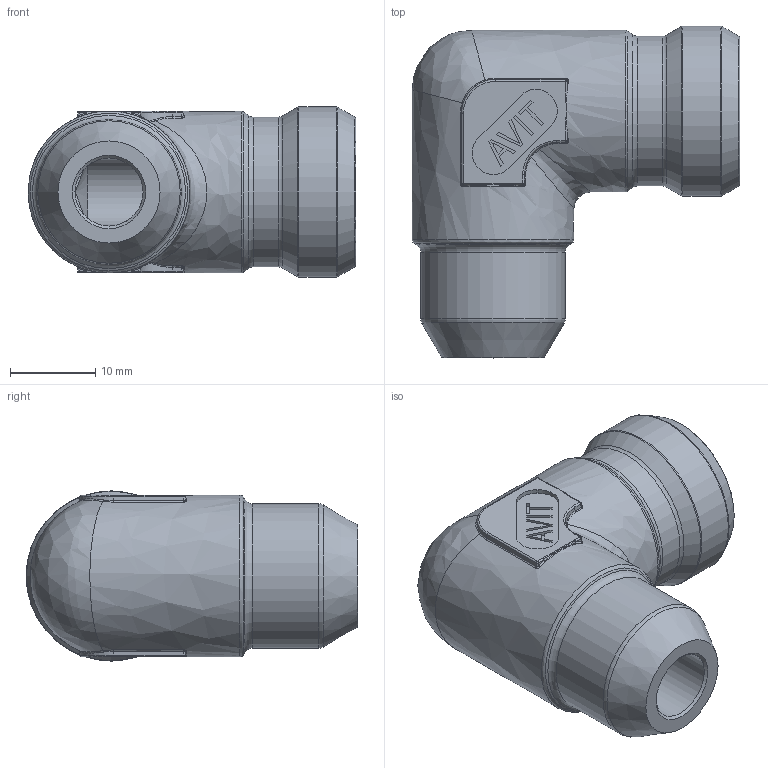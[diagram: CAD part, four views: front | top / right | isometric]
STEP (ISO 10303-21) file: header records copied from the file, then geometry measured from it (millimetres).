
FILE_DESCRIPTION(/* description */ (''),/* implementation_level */ '2;1');
FILE_NAME(/* name */ 'X-WAV12.stp',/* time_stamp */ '2025-01-16T11:43:40+01:00',/* author */ (''),/* organization */ (''),/* preprocessor_version */ 'ST-DEVELOPER v16',/* originating_system */ 'SIEMENS PLM Software NX 10.0',/* authorisation */ '');
FILE_SCHEMA (('AP203_CONFIGURATION_CONTROLLED_3D_DESIGN_OF_MECHANICAL_PARTS_AND_ASSEMBLIES_MIM_LF { 1 0 10303 403 2 1 2}'));
Length unit declared in the file: millimetre
Products named in the file (1): nwer41844EE665uq
Bounding box: 38.5 x 39 x 20 mm (x, y, z)
Volume: 11723.1 mm3; surface area: 5246.3 mm2
Topology: 1 solids, 1 shells, 214 faces, 518 edges, 306 vertices
Faces by surface type: plane 74, bspline 62, cylinder 40, cone 12, torus 10, extrusion 8, sphere 8
Full cylindrical faces by diameter (mm): 8 x2, 12.2 x1, 17 x1, 17.6 x1, 20 x1
Entity records: 8379 total; most frequent: CARTESIAN_POINT 4123, ORIENTED_EDGE 954, DIRECTION 662, EDGE_CURVE 477, VERTEX_POINT 301, AXIS2_PLACEMENT_3D 261, EDGE_LOOP 252, B_SPLINE_CURVE_WITH_KNOTS 229
